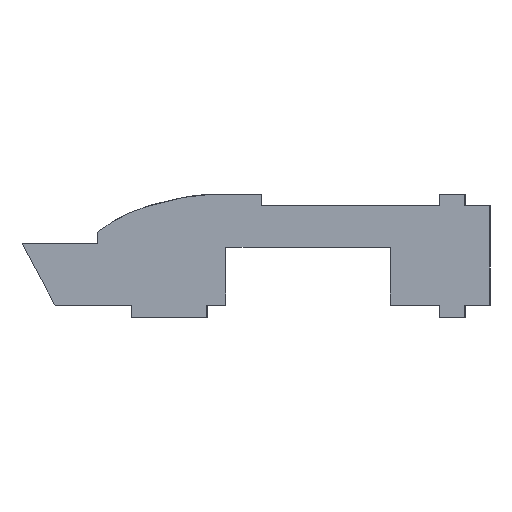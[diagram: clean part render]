
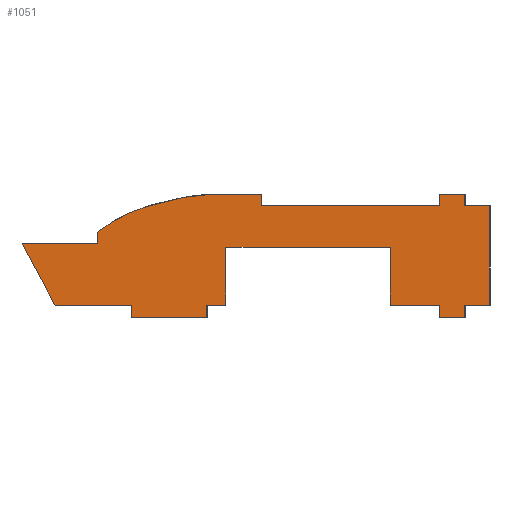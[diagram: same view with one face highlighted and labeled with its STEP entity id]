
A CAD part, front view. The second image highlights one B-rep face of the part: STEP entity #1051.
In plain terms, the highlighted planar face has unit normal (0, -1, 0).
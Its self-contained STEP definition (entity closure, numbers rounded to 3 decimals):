
#17=(
BOUNDED_CURVE()
B_SPLINE_CURVE(5,(#1541,#1542,#1543,#1544,#1545,#1546,#1547,#1548,#1549,
#1550),.UNSPECIFIED.,.F.,.F.)
B_SPLINE_CURVE_WITH_KNOTS((6,1,1,1,1,6),(0.,0.2,0.4,0.6,0.8,1.),
 .UNSPECIFIED.)
CURVE()
GEOMETRIC_REPRESENTATION_ITEM()
RATIONAL_B_SPLINE_CURVE((1.,1.,1.,1.,1.,1.,1.,1.,1.,1.))
REPRESENTATION_ITEM('')
);
#49=FACE_OUTER_BOUND('',#103,.T.);
#103=EDGE_LOOP('',(#798,#799,#800,#801,#802,#803,#804,#805,#806,#807,#808,
#809,#810,#811,#812,#813,#814,#815,#816,#817,#818,#819,#820,#821,#822));
#131=LINE('',#1402,#277);
#135=LINE('',#1410,#281);
#138=LINE('',#1417,#284);
#142=LINE('',#1424,#288);
#144=LINE('',#1428,#290);
#147=LINE('',#1434,#293);
#150=LINE('',#1440,#296);
#153=LINE('',#1446,#299);
#156=LINE('',#1452,#302);
#159=LINE('',#1458,#305);
#162=LINE('',#1464,#308);
#165=LINE('',#1470,#311);
#168=LINE('',#1476,#314);
#171=LINE('',#1482,#317);
#174=LINE('',#1488,#320);
#177=LINE('',#1494,#323);
#180=LINE('',#1500,#326);
#184=LINE('',#1565,#330);
#187=LINE('',#1571,#333);
#190=LINE('',#1577,#336);
#193=LINE('',#1583,#339);
#196=LINE('',#1589,#342);
#199=LINE('',#1595,#345);
#202=LINE('',#1600,#348);
#277=VECTOR('',#1150,10.);
#281=VECTOR('',#1156,8.);
#284=VECTOR('',#1161,10.);
#288=VECTOR('',#1167,10.);
#290=VECTOR('',#1171,8.);
#293=VECTOR('',#1176,9.999);
#296=VECTOR('',#1181,8.);
#299=VECTOR('',#1186,10.);
#302=VECTOR('',#1191,8.);
#305=VECTOR('',#1196,10.);
#308=VECTOR('',#1201,8.);
#311=VECTOR('',#1206,10.);
#314=VECTOR('',#1211,8.);
#317=VECTOR('',#1216,10.);
#320=VECTOR('',#1221,8.);
#323=VECTOR('',#1226,10.);
#326=VECTOR('',#1231,8.);
#330=VECTOR('',#1237,10.);
#333=VECTOR('',#1242,8.);
#336=VECTOR('',#1247,9.43);
#339=VECTOR('',#1252,8.);
#342=VECTOR('',#1257,10.);
#345=VECTOR('',#1262,8.);
#348=VECTOR('',#1267,10.);
#423=VERTEX_POINT('',#1400);
#424=VERTEX_POINT('',#1401);
#427=VERTEX_POINT('',#1409);
#429=VERTEX_POINT('',#1415);
#430=VERTEX_POINT('',#1416);
#433=VERTEX_POINT('',#1427);
#435=VERTEX_POINT('',#1433);
#437=VERTEX_POINT('',#1439);
#439=VERTEX_POINT('',#1445);
#441=VERTEX_POINT('',#1451);
#443=VERTEX_POINT('',#1457);
#445=VERTEX_POINT('',#1463);
#447=VERTEX_POINT('',#1469);
#449=VERTEX_POINT('',#1475);
#451=VERTEX_POINT('',#1481);
#453=VERTEX_POINT('',#1487);
#455=VERTEX_POINT('',#1493);
#457=VERTEX_POINT('',#1499);
#459=VERTEX_POINT('',#1540);
#461=VERTEX_POINT('',#1564);
#463=VERTEX_POINT('',#1570);
#465=VERTEX_POINT('',#1576);
#467=VERTEX_POINT('',#1582);
#469=VERTEX_POINT('',#1588);
#471=VERTEX_POINT('',#1594);
#523=EDGE_CURVE('',#423,#424,#131,.T.);
#527=EDGE_CURVE('',#427,#423,#135,.T.);
#530=EDGE_CURVE('',#429,#430,#138,.T.);
#534=EDGE_CURVE('',#424,#430,#142,.T.);
#536=EDGE_CURVE('',#429,#433,#144,.T.);
#539=EDGE_CURVE('',#435,#433,#147,.T.);
#542=EDGE_CURVE('',#437,#435,#150,.T.);
#545=EDGE_CURVE('',#439,#437,#153,.T.);
#548=EDGE_CURVE('',#439,#441,#156,.T.);
#551=EDGE_CURVE('',#441,#443,#159,.T.);
#554=EDGE_CURVE('',#443,#445,#162,.T.);
#557=EDGE_CURVE('',#447,#445,#165,.T.);
#560=EDGE_CURVE('',#449,#447,#168,.T.);
#563=EDGE_CURVE('',#451,#449,#171,.T.);
#566=EDGE_CURVE('',#451,#453,#174,.T.);
#569=EDGE_CURVE('',#455,#453,#177,.T.);
#572=EDGE_CURVE('',#457,#455,#180,.T.);
#575=EDGE_CURVE('',#457,#459,#17,.T.);
#578=EDGE_CURVE('',#459,#461,#184,.T.);
#581=EDGE_CURVE('',#461,#463,#187,.T.);
#584=EDGE_CURVE('',#463,#465,#190,.T.);
#587=EDGE_CURVE('',#465,#467,#193,.T.);
#590=EDGE_CURVE('',#469,#467,#196,.T.);
#593=EDGE_CURVE('',#469,#471,#199,.T.);
#596=EDGE_CURVE('',#427,#471,#202,.T.);
#798=ORIENTED_EDGE('',*,*,#534,.T.);
#799=ORIENTED_EDGE('',*,*,#530,.F.);
#800=ORIENTED_EDGE('',*,*,#536,.T.);
#801=ORIENTED_EDGE('',*,*,#539,.F.);
#802=ORIENTED_EDGE('',*,*,#542,.F.);
#803=ORIENTED_EDGE('',*,*,#545,.F.);
#804=ORIENTED_EDGE('',*,*,#548,.T.);
#805=ORIENTED_EDGE('',*,*,#551,.T.);
#806=ORIENTED_EDGE('',*,*,#554,.T.);
#807=ORIENTED_EDGE('',*,*,#557,.F.);
#808=ORIENTED_EDGE('',*,*,#560,.F.);
#809=ORIENTED_EDGE('',*,*,#563,.F.);
#810=ORIENTED_EDGE('',*,*,#566,.T.);
#811=ORIENTED_EDGE('',*,*,#569,.F.);
#812=ORIENTED_EDGE('',*,*,#572,.F.);
#813=ORIENTED_EDGE('',*,*,#575,.T.);
#814=ORIENTED_EDGE('',*,*,#578,.T.);
#815=ORIENTED_EDGE('',*,*,#581,.T.);
#816=ORIENTED_EDGE('',*,*,#584,.T.);
#817=ORIENTED_EDGE('',*,*,#587,.T.);
#818=ORIENTED_EDGE('',*,*,#590,.F.);
#819=ORIENTED_EDGE('',*,*,#593,.T.);
#820=ORIENTED_EDGE('',*,*,#596,.F.);
#821=ORIENTED_EDGE('',*,*,#527,.T.);
#822=ORIENTED_EDGE('',*,*,#523,.T.);
#998=PLANE('',#1119);
#1051=ADVANCED_FACE('',(#49),#998,.F.);
#1119=AXIS2_PLACEMENT_3D('',#1603,#1271,#1272);
#1150=DIRECTION('',(0.,0.,1.));
#1156=DIRECTION('',(1.,0.,0.));
#1161=DIRECTION('',(0.,0.,1.));
#1167=DIRECTION('',(1.,0.,0.));
#1171=DIRECTION('',(1.,0.,0.));
#1176=DIRECTION('',(0.016,0.,1.));
#1181=DIRECTION('',(-1.,0.,0.));
#1186=DIRECTION('',(0.,0.,-1.));
#1191=DIRECTION('',(1.,0.,0.));
#1196=DIRECTION('',(0.,0.,1.));
#1201=DIRECTION('',(-1.,0.,0.));
#1206=DIRECTION('',(0.,0.,-1.));
#1211=DIRECTION('',(1.,0.,0.));
#1216=DIRECTION('',(0.,0.,1.));
#1221=DIRECTION('',(-1.,0.,0.));
#1226=DIRECTION('',(0.,0.,-1.));
#1231=DIRECTION('',(1.,0.,0.));
#1237=DIRECTION('',(0.,0.,-1.));
#1242=DIRECTION('',(-1.,0.,0.));
#1247=DIRECTION('',(0.471,0.,-0.882));
#1252=DIRECTION('',(1.,0.,0.));
#1257=DIRECTION('',(0.,0.,1.));
#1262=DIRECTION('',(1.,0.,0.));
#1267=DIRECTION('',(0.,0.,-1.));
#1271=DIRECTION('center_axis',(0.,1.,0.));
#1272=DIRECTION('ref_axis',(0.,0.,1.));
#1400=CARTESIAN_POINT('',(185.807,0.,-129.817));
#1401=CARTESIAN_POINT('',(185.807,0.,-103.817));
#1402=CARTESIAN_POINT('',(185.807,0.,-105.762));
#1409=CARTESIAN_POINT('',(177.075,0.,-129.817));
#1410=CARTESIAN_POINT('',(177.075,0.,-129.817));
#1415=CARTESIAN_POINT('',(259.607,0.,-129.817));
#1416=CARTESIAN_POINT('',(259.607,0.,-103.817));
#1417=CARTESIAN_POINT('',(259.607,0.,-129.817));
#1424=CARTESIAN_POINT('',(203.291,0.,-103.817));
#1427=CARTESIAN_POINT('',(281.885,0.,-129.817));
#1428=CARTESIAN_POINT('',(265.807,0.,-129.817));
#1433=CARTESIAN_POINT('',(281.799,0.,-135.316));
#1434=CARTESIAN_POINT('',(281.799,0.,-135.316));
#1439=CARTESIAN_POINT('',(293.007,0.,-135.317));
#1440=CARTESIAN_POINT('',(293.007,0.,-135.317));
#1445=CARTESIAN_POINT('',(293.007,0.,-129.817));
#1446=CARTESIAN_POINT('',(293.007,0.,-129.817));
#1451=CARTESIAN_POINT('',(304.207,0.,-129.817));
#1452=CARTESIAN_POINT('',(293.007,0.,-129.817));
#1457=CARTESIAN_POINT('',(304.207,0.,-85.117));
#1458=CARTESIAN_POINT('',(304.207,0.,-129.817));
#1463=CARTESIAN_POINT('',(293.007,0.,-85.117));
#1464=CARTESIAN_POINT('',(304.207,0.,-85.117));
#1469=CARTESIAN_POINT('',(293.007,0.,-80.117));
#1470=CARTESIAN_POINT('',(293.007,0.,-80.117));
#1475=CARTESIAN_POINT('',(281.807,0.,-80.117));
#1476=CARTESIAN_POINT('',(281.807,0.,-80.117));
#1481=CARTESIAN_POINT('',(281.807,0.,-85.117));
#1482=CARTESIAN_POINT('',(281.807,0.,-85.117));
#1487=CARTESIAN_POINT('',(201.718,0.,-85.117));
#1488=CARTESIAN_POINT('',(281.807,0.,-85.117));
#1493=CARTESIAN_POINT('',(201.718,0.,-80.117));
#1494=CARTESIAN_POINT('',(201.718,0.,-80.117));
#1499=CARTESIAN_POINT('',(177.944,0.,-80.117));
#1500=CARTESIAN_POINT('',(177.944,0.,-80.117));
#1540=CARTESIAN_POINT('',(128.207,0.,-97.));
#1541=CARTESIAN_POINT('Ctrl Pts',(177.944,0.,
-80.117));
#1542=CARTESIAN_POINT('Ctrl Pts',(177.047,0.,
-80.095));
#1543=CARTESIAN_POINT('Ctrl Pts',(174.844,0.,
-80.176));
#1544=CARTESIAN_POINT('Ctrl Pts',(170.315,0.,
-80.666));
#1545=CARTESIAN_POINT('Ctrl Pts',(162.237,0.,
-82.025));
#1546=CARTESIAN_POINT('Ctrl Pts',(150.404,0.,
-84.97));
#1547=CARTESIAN_POINT('Ctrl Pts',(140.855,0.,
-88.623));
#1548=CARTESIAN_POINT('Ctrl Pts',(134.241,0.,
-92.365));
#1549=CARTESIAN_POINT('Ctrl Pts',(130.163,0.,
-95.37));
#1550=CARTESIAN_POINT('Ctrl Pts',(128.207,0.,
-97.));
#1564=CARTESIAN_POINT('',(128.207,0.,-102.));
#1565=CARTESIAN_POINT('',(128.207,0.,-97.));
#1570=CARTESIAN_POINT('',(94.142,0.,-102.));
#1571=CARTESIAN_POINT('',(106.846,0.,-102.));
#1576=CARTESIAN_POINT('',(108.977,0.,-129.817));
#1577=CARTESIAN_POINT('',(94.142,0.,-102.));
#1582=CARTESIAN_POINT('',(143.461,0.,-129.817));
#1583=CARTESIAN_POINT('',(108.977,0.,-129.817));
#1588=CARTESIAN_POINT('',(143.461,0.,-135.317));
#1589=CARTESIAN_POINT('',(143.461,0.,-135.317));
#1594=CARTESIAN_POINT('',(177.075,0.,-135.317));
#1595=CARTESIAN_POINT('',(143.461,0.,-135.317));
#1600=CARTESIAN_POINT('',(177.075,0.,-129.817));
#1603=CARTESIAN_POINT('Origin',(199.174,0.,
-107.706));
